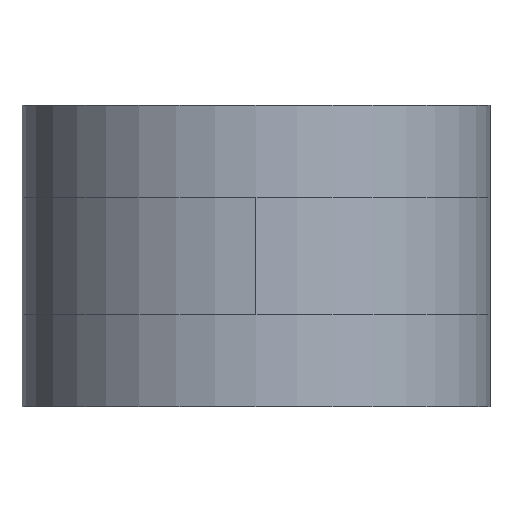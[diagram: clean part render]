
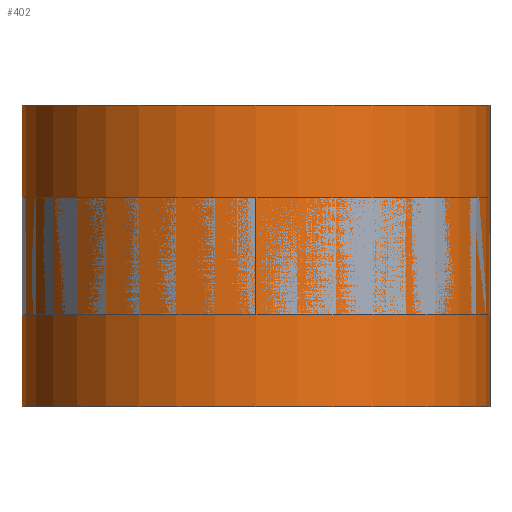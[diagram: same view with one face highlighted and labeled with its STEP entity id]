
A CAD part, left-side view. The second image highlights one B-rep face of the part: STEP entity #402.
In plain terms, the highlighted cylindrical face has radius 150 mm (diameter 300 mm), a partial arc.
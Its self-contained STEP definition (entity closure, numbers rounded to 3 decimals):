
#402=ADVANCED_FACE('',(#1073),#1074,.T.);
#1073=FACE_OUTER_BOUND('',#2397,.T.);
#1074=CYLINDRICAL_SURFACE('',#2398,150.0);
#2397=EDGE_LOOP('',(#3753,#3754,#3755,#3756));
#2398=AXIS2_PLACEMENT_3D('',#3757,#3758,#3759);
#3753=ORIENTED_EDGE('',*,*,#8783,.F.);
#3754=ORIENTED_EDGE('',*,*,#8784,.F.);
#3755=ORIENTED_EDGE('',*,*,#8785,.F.);
#3756=ORIENTED_EDGE('',*,*,#8786,.T.);
#3757=CARTESIAN_POINT('',(0.0,0.0,-96.635));
#3758=DIRECTION('',(0.0,-0.0,1.0));
#3759=DIRECTION('',(0.,1.0,0.0));
#8783=EDGE_CURVE('',#10404,#10405,#10406,.T.);
#8784=EDGE_CURVE('',#10407,#10404,#10408,.T.);
#8785=EDGE_CURVE('',#10409,#10407,#10410,.T.);
#8786=EDGE_CURVE('',#10409,#10405,#10411,.T.);
#10404=VERTEX_POINT('',#12992);
#10405=VERTEX_POINT('',#12993);
#10406=LINE('',#12994,#12995);
#10407=VERTEX_POINT('',#12996);
#10408=CIRCLE('',#12997,150.0);
#10409=VERTEX_POINT('',#12998);
#10410=LINE('',#12999,#13000);
#10411=CIRCLE('',#13001,150.0);
#12992=CARTESIAN_POINT('',(0.,150.0,-96.635));
#12993=CARTESIAN_POINT('',(0.,150.0,96.635));
#12994=CARTESIAN_POINT('',(0.,150.0,-96.635));
#12995=VECTOR('',#17012,1.0);
#12996=CARTESIAN_POINT('',(0.,-150.0,-96.635));
#12997=AXIS2_PLACEMENT_3D('',#17013,#17014,#17015);
#12998=CARTESIAN_POINT('',(0.,-150.0,96.635));
#12999=CARTESIAN_POINT('',(0.,-150.0,-96.635));
#13000=VECTOR('',#17016,1.0);
#13001=AXIS2_PLACEMENT_3D('',#17017,#17018,#17019);
#17012=DIRECTION('',(0.0,0.0,1.0));
#17013=CARTESIAN_POINT('',(0.0,0.0,-96.635));
#17014=DIRECTION('',(0.0,0.0,-1.0));
#17015=DIRECTION('',(0.,1.0,0.0));
#17016=DIRECTION('',(-0.0,-0.0,-1.0));
#17017=CARTESIAN_POINT('',(0.0,0.0,96.635));
#17018=DIRECTION('',(0.0,0.0,-1.0));
#17019=DIRECTION('',(0.,1.0,0.0));
